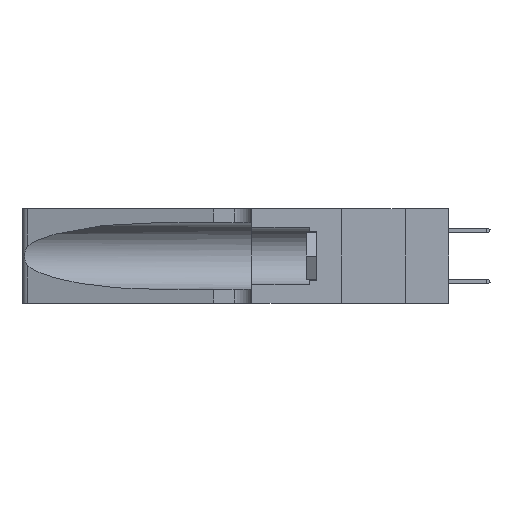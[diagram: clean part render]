
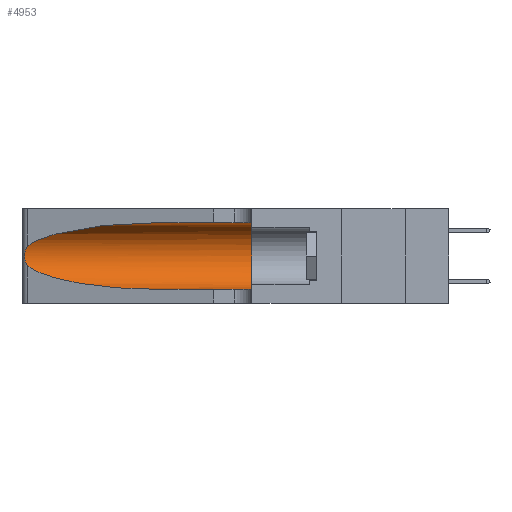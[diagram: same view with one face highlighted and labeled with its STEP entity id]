
A CAD part, left-side view. The second image highlights one B-rep face of the part: STEP entity #4953.
In plain terms, the highlighted cylindrical face has radius 3.308 mm (diameter 6.617 mm), a partial arc.
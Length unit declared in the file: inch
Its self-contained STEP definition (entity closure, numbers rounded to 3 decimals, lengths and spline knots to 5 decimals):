
#504 = CARTESIAN_POINT ( 'NONE',  ( 0.25487, 1.22718, 0.14631 ) ) ;
#741 = DIRECTION ( 'NONE',  ( 0., 0., -1. ) ) ;
#892 = EDGE_CURVE ( 'NONE', #25445, #26653, #13016, .T. ) ;
#972 = CARTESIAN_POINT ( 'NONE',  ( 0.1305, 0.72297, 0.31525 ) ) ;
#2061 = VECTOR ( 'NONE', #14811, 39.37008 ) ;
#2524 = VERTEX_POINT ( 'NONE', #12718 ) ;
#2763 = CARTESIAN_POINT ( 'NONE',  ( 0.25487, 1.22718, 0.22369 ) ) ;
#2784 = LINE ( 'NONE', #3263, #2061 ) ;
#2856 = CARTESIAN_POINT ( 'NONE',  ( 0.25787, 1.23484, 0.2124 ) ) ;
#3263 = CARTESIAN_POINT ( 'NONE',  ( 0.1305, 1.61858, 0.31525 ) ) ;
#3910 = CARTESIAN_POINT ( 'NONE',  ( 0.1305, 0.72297, 0.31525 ) ) ;
#4953 = ADVANCED_FACE ( 'NONE', ( #7834 ), #19278, .F. ) ;
#5163 = CARTESIAN_POINT ( 'NONE',  ( 0.26018, 1.23835, 0.19895 ) ) ;
#6091 = VERTEX_POINT ( 'NONE', #3910 ) ;
#7493 = CARTESIAN_POINT ( 'NONE',  ( 0.18966, 0.96281, 0.05475 ) ) ;
#7506 = CARTESIAN_POINT ( 'NONE',  ( 0.26075, 1.23896, 0.178 ) ) ;
#7834 = FACE_OUTER_BOUND ( 'NONE', #24037, .T. ) ;
#8396 = DIRECTION ( 'NONE',  ( 0., 1., 0. ) ) ;
#9311 = CIRCLE ( 'NONE', #25940, 0.13025 ) ;
#9753 = CARTESIAN_POINT ( 'NONE',  ( 0.25555, 1.22994, 0.2215 ) ) ;
#9846 = CARTESIAN_POINT ( 'NONE',  ( 0.25856, 1.23593, 0.16098 ) ) ;
#10092 = CARTESIAN_POINT ( 'NONE',  ( 0.1305, 0.72297, 0.05475 ) ) ;
#10320 = EDGE_CURVE ( 'NONE', #20127, #26653, #9311, .T. ) ;
#10558 = ORIENTED_EDGE ( 'NONE', *, *, #12672, .T. ) ;
#11033 = DIRECTION ( 'NONE',  ( 0., -1., 0. ) ) ;
#11701 = ORIENTED_EDGE ( 'NONE', *, *, #23596, .T. ) ;
#11801 = CARTESIAN_POINT ( 'NONE',  ( 0.1305, 1.61858, 0.05475 ) ) ;
#12149 = CARTESIAN_POINT ( 'NONE',  ( 0.25639, 1.23186, 0.15144 ) ) ;
#12389 = DIRECTION ( 'NONE',  ( 0., -1., 0. ) ) ;
#12608 = CARTESIAN_POINT ( 'NONE',  ( 0.18966, 0.96281, 0.31525 ) ) ;
#12672 = EDGE_CURVE ( 'NONE', #2524, #28069, #20653, .T. ) ;
#12718 = CARTESIAN_POINT ( 'NONE',  ( 0.25487, 1.22718, 0.22369 ) ) ;
#13016 = LINE ( 'NONE', #11801, #18347 ) ;
#14499 = CARTESIAN_POINT ( 'NONE',  ( 0.25487, 1.22718, 0.14631 ) ) ;
#14811 = DIRECTION ( 'NONE',  ( 0., -1., 0. ) ) ;
#14947 = CARTESIAN_POINT ( 'NONE',  ( 0.25487, 1.22718, 0.22369 ) ) ;
#15259 = EDGE_CURVE ( 'NONE', #28069, #25445, #19696, .T. ) ;
#15335 =( BOUNDED_CURVE ( )  B_SPLINE_CURVE ( 3, ( #972, #12608, #28367, #14947 ),
 .UNSPECIFIED., .F., .T. ) 
 B_SPLINE_CURVE_WITH_KNOTS ( ( 4, 4 ),
 ( 1.5708, 2.84003 ),
 .UNSPECIFIED. ) 
 CURVE ( )  GEOMETRIC_REPRESENTATION_ITEM ( )  RATIONAL_B_SPLINE_CURVE ( ( 1., 0.87, 0.87, 1. ) ) 
 REPRESENTATION_ITEM ( '' )  );
#15537 = CARTESIAN_POINT ( 'NONE',  ( 0.25487, 1.22718, 0.14631 ) ) ;
#15893 = ORIENTED_EDGE ( 'NONE', *, *, #892, .T. ) ;
#16685 = CARTESIAN_POINT ( 'NONE',  ( 0.25639, 1.23184, 0.21858 ) ) ;
#16901 = CARTESIAN_POINT ( 'NONE',  ( 0.1305, 1.61858, 0.185 ) ) ;
#18347 = VECTOR ( 'NONE', #11033, 39.37008 ) ;
#18898 = CARTESIAN_POINT ( 'NONE',  ( 0.2373, 1.15595, 0.08982 ) ) ;
#18913 = CARTESIAN_POINT ( 'NONE',  ( 0.25854, 1.2359, 0.20912 ) ) ;
#18945 = CARTESIAN_POINT ( 'NONE',  ( 0.1305, 0.35, 0.31525 ) ) ;
#19278 = CYLINDRICAL_SURFACE ( 'NONE', #25859, 0.13025 ) ;
#19696 =( BOUNDED_CURVE ( )  B_SPLINE_CURVE ( 3, ( #504, #18898, #7493, #23415 ),
 .UNSPECIFIED., .F., .T. ) 
 B_SPLINE_CURVE_WITH_KNOTS ( ( 4, 4 ),
 ( 3.44316, 4.71239 ),
 .UNSPECIFIED. ) 
 CURVE ( )  GEOMETRIC_REPRESENTATION_ITEM ( )  RATIONAL_B_SPLINE_CURVE ( ( 1., 0.87, 0.87, 1. ) ) 
 REPRESENTATION_ITEM ( '' )  );
#20127 = VERTEX_POINT ( 'NONE', #18945 ) ;
#20653 = B_SPLINE_CURVE_WITH_KNOTS ( 'NONE', 3,
 ( #2763, #9753, #16685, #2856, #18913, #5163, #21149, #7506, #23424, #9846, #25684, #12149, #27941, #14499 ),
 .UNSPECIFIED., .F., .F.,
 ( 4, 2, 2, 2, 2, 2, 4 ),
 ( 0., 0.00027, 0.00053, 0.00107, 0.0016, 0.00187, 0.00214 ),
 .UNSPECIFIED. ) ;
#21149 = CARTESIAN_POINT ( 'NONE',  ( 0.26075, 1.23896, 0.19203 ) ) ;
#22029 = CARTESIAN_POINT ( 'NONE',  ( 0.1305, 0.35, 0.185 ) ) ;
#23415 = CARTESIAN_POINT ( 'NONE',  ( 0.1305, 0.72297, 0.05475 ) ) ;
#23424 = CARTESIAN_POINT ( 'NONE',  ( 0.26017, 1.23833, 0.17102 ) ) ;
#23596 = EDGE_CURVE ( 'NONE', #6091, #2524, #15335, .T. ) ;
#24037 = EDGE_LOOP ( 'NONE', ( #11701, #10558, #27981, #15893, #26272, #24950 ) ) ;
#24269 = DIRECTION ( 'NONE',  ( 0., 0., 1. ) ) ;
#24950 = ORIENTED_EDGE ( 'NONE', *, *, #26531, .F. ) ;
#25445 = VERTEX_POINT ( 'NONE', #10092 ) ;
#25684 = CARTESIAN_POINT ( 'NONE',  ( 0.25789, 1.23486, 0.15765 ) ) ;
#25859 = AXIS2_PLACEMENT_3D ( 'NONE', #16901, #12389, #741 ) ;
#25940 = AXIS2_PLACEMENT_3D ( 'NONE', #22029, #8396, #24269 ) ;
#26272 = ORIENTED_EDGE ( 'NONE', *, *, #10320, .F. ) ;
#26531 = EDGE_CURVE ( 'NONE', #6091, #20127, #2784, .T. ) ;
#26653 = VERTEX_POINT ( 'NONE', #28627 ) ;
#27941 = CARTESIAN_POINT ( 'NONE',  ( 0.25555, 1.22993, 0.14849 ) ) ;
#27981 = ORIENTED_EDGE ( 'NONE', *, *, #15259, .T. ) ;
#28069 = VERTEX_POINT ( 'NONE', #15537 ) ;
#28367 = CARTESIAN_POINT ( 'NONE',  ( 0.2373, 1.15595, 0.28018 ) ) ;
#28627 = CARTESIAN_POINT ( 'NONE',  ( 0.1305, 0.35, 0.05475 ) ) ;
